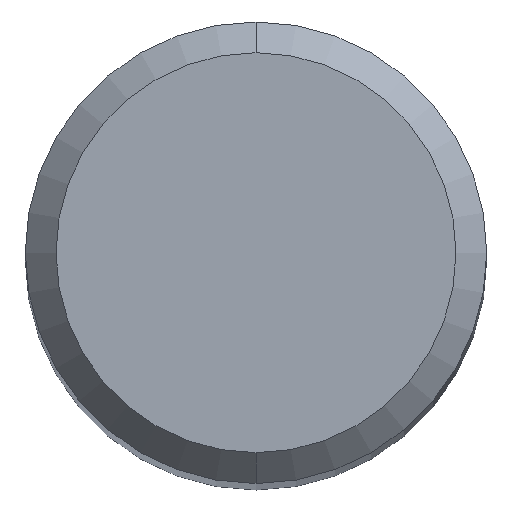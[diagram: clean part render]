
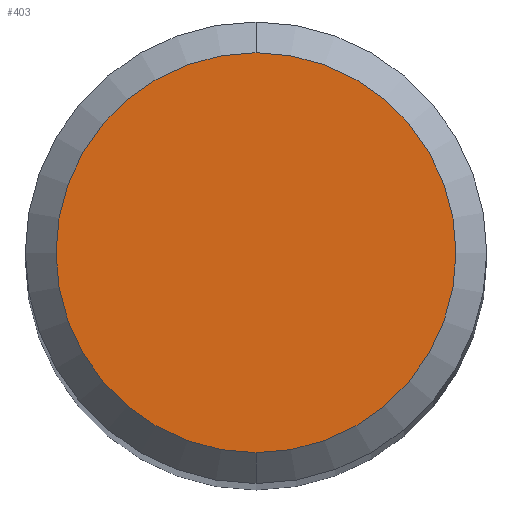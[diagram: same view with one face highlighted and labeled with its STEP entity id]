
A CAD part, top view. The second image highlights one B-rep face of the part: STEP entity #403.
In plain terms, the highlighted planar face has unit normal (0, 0, 1).
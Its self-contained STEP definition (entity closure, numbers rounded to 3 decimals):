
#191=VERTEX_POINT('',#499);
#339=VERTEX_POINT('',#665);
#361=EDGE_CURVE('',#339,#191,#688,.T.);
#397=EDGE_CURVE('',#191,#339,#727,.T.);
#403=ADVANCED_FACE('',(#734),#735,.T.);
#499=CARTESIAN_POINT('',(0.0,2.6,0.0));
#665=CARTESIAN_POINT('',(0.,-2.6,0.0));
#688=CIRCLE('',#1202,2.6);
#727=CIRCLE('',#1268,2.6);
#734=FACE_OUTER_BOUND('',#1285,.T.);
#735=PLANE('',#1286);
#1202=AXIS2_PLACEMENT_3D('',#1692,#1693,#1694);
#1268=AXIS2_PLACEMENT_3D('',#1731,#1732,#1733);
#1285=EDGE_LOOP('',(#1741,#1742));
#1286=AXIS2_PLACEMENT_3D('',#1743,#1744,#1745);
#1692=CARTESIAN_POINT('',(0.0,0.0,0.0));
#1693=DIRECTION('',(0.0,0.0,-1.0));
#1694=DIRECTION('',(0.0,1.0,0.0));
#1731=CARTESIAN_POINT('',(0.0,0.0,0.0));
#1732=DIRECTION('',(0.0,0.0,-1.0));
#1733=DIRECTION('',(0.0,1.0,0.0));
#1741=ORIENTED_EDGE('',*,*,#397,.F.);
#1742=ORIENTED_EDGE('',*,*,#361,.F.);
#1743=CARTESIAN_POINT('',(0.0,1.3,0.0));
#1744=DIRECTION('',(-0.0,0.0,1.0));
#1745=DIRECTION('',(0.0,-1.0,0.0));
